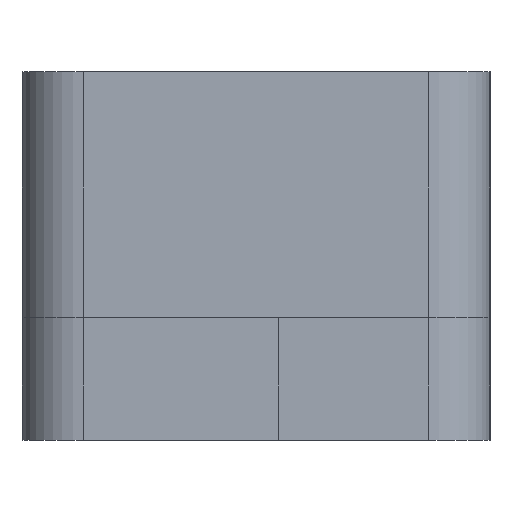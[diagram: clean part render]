
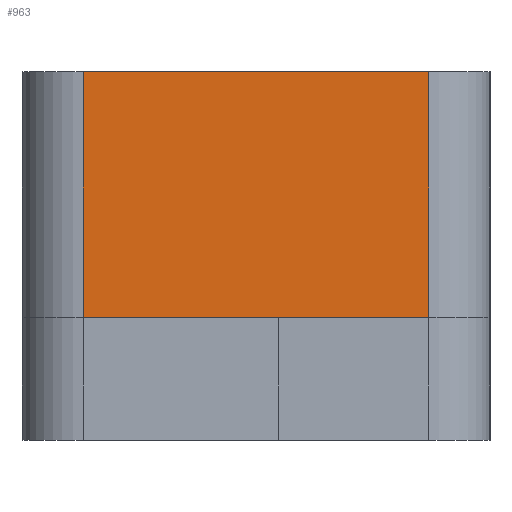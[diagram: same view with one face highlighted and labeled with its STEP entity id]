
A CAD part, left-side view. The second image highlights one B-rep face of the part: STEP entity #963.
In plain terms, the highlighted planar face has unit normal (-1, 0, 0).
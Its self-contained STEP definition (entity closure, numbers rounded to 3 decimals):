
#59=FACE_OUTER_BOUND('',#108,.T.);
#108=EDGE_LOOP('',(#700,#701,#702,#703));
#221=LINE('',#1513,#320);
#223=LINE('',#1519,#322);
#224=LINE('',#1521,#323);
#225=LINE('',#1522,#324);
#320=VECTOR('',#1207,10.);
#322=VECTOR('',#1213,10.);
#323=VECTOR('',#1214,10.);
#324=VECTOR('',#1215,10.);
#425=VERTEX_POINT('',#1510);
#426=VERTEX_POINT('',#1512);
#428=VERTEX_POINT('',#1518);
#429=VERTEX_POINT('',#1520);
#530=EDGE_CURVE('',#425,#426,#221,.T.);
#533=EDGE_CURVE('',#428,#425,#223,.T.);
#534=EDGE_CURVE('',#429,#428,#224,.T.);
#535=EDGE_CURVE('',#429,#426,#225,.T.);
#700=ORIENTED_EDGE('',*,*,#530,.F.);
#701=ORIENTED_EDGE('',*,*,#533,.F.);
#702=ORIENTED_EDGE('',*,*,#534,.F.);
#703=ORIENTED_EDGE('',*,*,#535,.T.);
#931=PLANE('',#1055);
#963=ADVANCED_FACE('',(#59),#931,.T.);
#1055=AXIS2_PLACEMENT_3D('',#1517,#1211,#1212);
#1207=DIRECTION('',(0.,0.,-1.));
#1211=DIRECTION('center_axis',(-1.,0.,0.));
#1212=DIRECTION('ref_axis',(0.,-1.,0.));
#1213=DIRECTION('',(0.,-1.,0.));
#1214=DIRECTION('',(0.,0.,1.));
#1215=DIRECTION('',(0.,-1.,0.));
#1510=CARTESIAN_POINT('',(-20.942,-2.631,5.9));
#1512=CARTESIAN_POINT('',(-20.942,-2.631,1.9));
#1513=CARTESIAN_POINT('',(-20.942,-2.631,0.9));
#1517=CARTESIAN_POINT('Origin',(-20.942,3.982,1.9));
#1518=CARTESIAN_POINT('',(-20.942,2.982,5.9));
#1519=CARTESIAN_POINT('',(-20.942,3.982,5.9));
#1520=CARTESIAN_POINT('',(-20.942,2.982,1.9));
#1521=CARTESIAN_POINT('',(-20.942,2.982,0.9));
#1522=CARTESIAN_POINT('',(-20.942,3.982,1.9));
